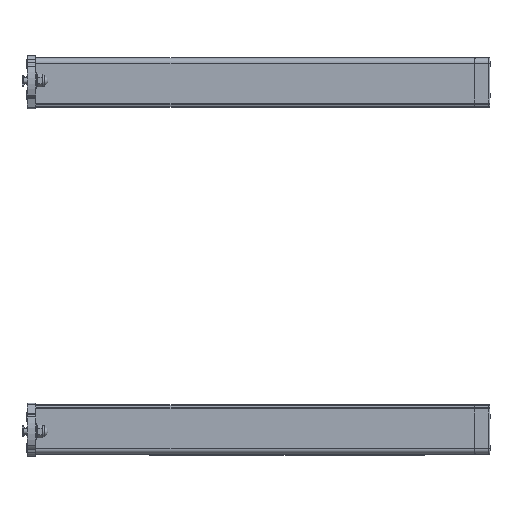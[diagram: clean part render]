
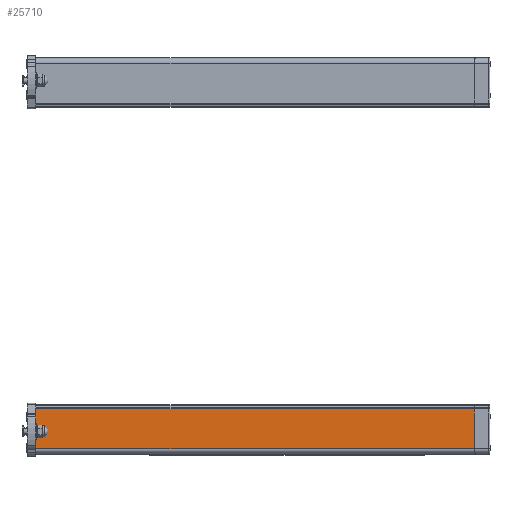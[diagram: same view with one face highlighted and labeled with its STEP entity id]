
A CAD part, front view. The second image highlights one B-rep face of the part: STEP entity #25710.
In plain terms, the highlighted planar face has unit normal (0, -1, 0).
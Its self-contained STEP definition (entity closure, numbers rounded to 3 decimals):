
#763=PLANE('',#27526);
#1493=FACE_OUTER_BOUND('',#3079,.T.);
#3079=EDGE_LOOP('',(#17869,#17870,#17871,#17872));
#4845=LINE('',#39742,#7041);
#4875=LINE('',#39840,#7071);
#4893=LINE('',#39910,#7089);
#4894=LINE('',#39912,#7090);
#7041=VECTOR('',#31189,1.);
#7071=VECTOR('',#31273,1.);
#7089=VECTOR('',#31337,1.);
#7090=VECTOR('',#31340,1.);
#10815=VERTEX_POINT('',#39656);
#10856=VERTEX_POINT('',#39740);
#10896=VERTEX_POINT('',#39837);
#10897=VERTEX_POINT('',#39839);
#13469=EDGE_CURVE('',#10856,#10815,#4845,.T.);
#13517=EDGE_CURVE('',#10896,#10897,#4875,.T.);
#13553=EDGE_CURVE('',#10856,#10897,#4893,.T.);
#13554=EDGE_CURVE('',#10815,#10896,#4894,.T.);
#17869=ORIENTED_EDGE('',*,*,#13553,.T.);
#17870=ORIENTED_EDGE('',*,*,#13517,.F.);
#17871=ORIENTED_EDGE('',*,*,#13554,.F.);
#17872=ORIENTED_EDGE('',*,*,#13469,.F.);
#25710=ADVANCED_FACE('',(#1493),#763,.T.);
#27526=AXIS2_PLACEMENT_3D('',#39911,#31338,#31339);
#31189=DIRECTION('',(0.,0.,1.));
#31273=DIRECTION('',(0.,0.,-1.));
#31337=DIRECTION('',(1.,0.,0.));
#31338=DIRECTION('center_axis',(0.,-1.,0.));
#31339=DIRECTION('ref_axis',(0.,0.,-1.));
#31340=DIRECTION('',(1.,0.,0.));
#39656=CARTESIAN_POINT('',(497.968,-3.35,-1.806));
#39740=CARTESIAN_POINT('',(497.968,-3.35,-37.994));
#39742=CARTESIAN_POINT('',(497.968,-3.35,-37.994));
#39837=CARTESIAN_POINT('',(897.968,-3.35,-1.806));
#39839=CARTESIAN_POINT('',(897.968,-3.35,-37.994));
#39840=CARTESIAN_POINT('',(897.968,-3.35,-1.806));
#39910=CARTESIAN_POINT('',(557.968,-3.35,-37.994));
#39911=CARTESIAN_POINT('Origin',(557.968,-3.35,-1.806));
#39912=CARTESIAN_POINT('',(557.968,-3.35,-1.806));
